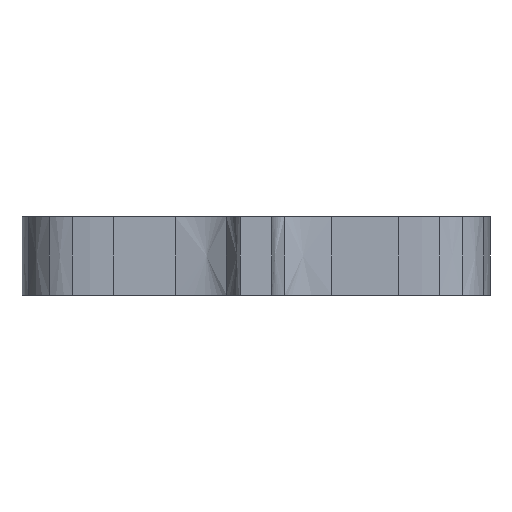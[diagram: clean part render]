
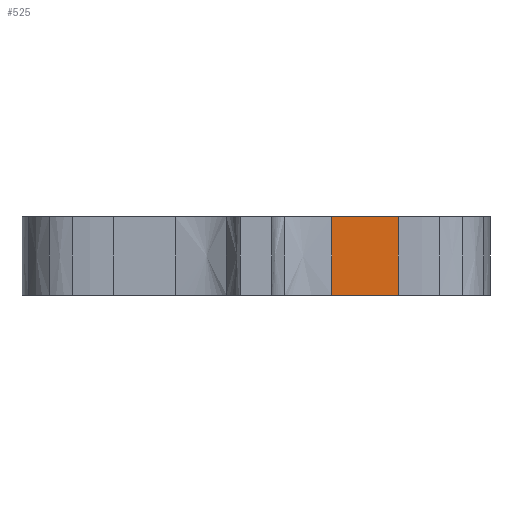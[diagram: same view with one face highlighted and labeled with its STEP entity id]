
A CAD part, left-side view. The second image highlights one B-rep face of the part: STEP entity #525.
In plain terms, the highlighted planar face has unit normal (-1, 0, 0).
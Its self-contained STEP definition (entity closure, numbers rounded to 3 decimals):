
#72 = PLANE('',#73);
#73 = AXIS2_PLACEMENT_3D('',#74,#75,#76);
#74 = CARTESIAN_POINT('',(4.371,3.591,2.));
#75 = DIRECTION('',(0.,-0.,-1.));
#76 = DIRECTION('',(-1.,0.,0.));
#126 = PLANE('',#127);
#127 = AXIS2_PLACEMENT_3D('',#128,#129,#130);
#128 = CARTESIAN_POINT('',(4.371,3.591,0.));
#129 = DIRECTION('',(0.,-0.,-1.));
#130 = DIRECTION('',(-1.,0.,0.));
#415 = SURFACE_OF_LINEAR_EXTRUSION('',#416,#420);
#416 = B_SPLINE_CURVE_WITH_KNOTS('',2,(#417,#418,#419),.UNSPECIFIED.,.F.
  ,.F.,(3,3),(0.,1.),.PIECEWISE_BEZIER_KNOTS.);
#417 = CARTESIAN_POINT('',(3.08,-1.106,0.));
#418 = CARTESIAN_POINT('',(3.001,-0.756,0.));
#419 = CARTESIAN_POINT('',(3.001,-0.042,0.));
#420 = VECTOR('',#421,1.);
#421 = DIRECTION('',(-0.,-0.,-1.));
#455 = VERTEX_POINT('',#456);
#456 = CARTESIAN_POINT('',(3.001,-0.042,2.));
#477 = EDGE_CURVE('',#478,#455,#480,.T.);
#478 = VERTEX_POINT('',#479);
#479 = CARTESIAN_POINT('',(3.001,-0.042,0.));
#480 = SURFACE_CURVE('',#481,(#485,#492),.PCURVE_S1.);
#481 = LINE('',#482,#483);
#482 = CARTESIAN_POINT('',(3.001,-0.042,0.));
#483 = VECTOR('',#484,1.);
#484 = DIRECTION('',(0.,0.,1.));
#485 = PCURVE('',#415,#486);
#486 = DEFINITIONAL_REPRESENTATION('',(#487),#491);
#487 = LINE('',#488,#489);
#488 = CARTESIAN_POINT('',(1.,0.));
#489 = VECTOR('',#490,1.);
#490 = DIRECTION('',(0.,-1.));
#491 = ( GEOMETRIC_REPRESENTATION_CONTEXT(2) 
PARAMETRIC_REPRESENTATION_CONTEXT() REPRESENTATION_CONTEXT('2D SPACE',''
  ) );
#492 = PCURVE('',#493,#498);
#493 = PLANE('',#494);
#494 = AXIS2_PLACEMENT_3D('',#495,#496,#497);
#495 = CARTESIAN_POINT('',(3.001,-0.042,0.));
#496 = DIRECTION('',(-1.,0.,0.));
#497 = DIRECTION('',(0.,1.,0.));
#498 = DEFINITIONAL_REPRESENTATION('',(#499),#503);
#499 = LINE('',#500,#501);
#500 = CARTESIAN_POINT('',(0.,0.));
#501 = VECTOR('',#502,1.);
#502 = DIRECTION('',(0.,-1.));
#503 = ( GEOMETRIC_REPRESENTATION_CONTEXT(2) 
PARAMETRIC_REPRESENTATION_CONTEXT() REPRESENTATION_CONTEXT('2D SPACE',''
  ) );
#525 = ADVANCED_FACE('',(#526),#493,.T.);
#526 = FACE_BOUND('',#527,.T.);
#527 = EDGE_LOOP('',(#528,#529,#552,#582));
#528 = ORIENTED_EDGE('',*,*,#477,.T.);
#529 = ORIENTED_EDGE('',*,*,#530,.T.);
#530 = EDGE_CURVE('',#455,#531,#533,.T.);
#531 = VERTEX_POINT('',#532);
#532 = CARTESIAN_POINT('',(3.001,1.65,2.));
#533 = SURFACE_CURVE('',#534,(#538,#545),.PCURVE_S1.);
#534 = LINE('',#535,#536);
#535 = CARTESIAN_POINT('',(3.001,-0.042,2.));
#536 = VECTOR('',#537,1.);
#537 = DIRECTION('',(0.,1.,0.));
#538 = PCURVE('',#493,#539);
#539 = DEFINITIONAL_REPRESENTATION('',(#540),#544);
#540 = LINE('',#541,#542);
#541 = CARTESIAN_POINT('',(0.,-2.));
#542 = VECTOR('',#543,1.);
#543 = DIRECTION('',(1.,0.));
#544 = ( GEOMETRIC_REPRESENTATION_CONTEXT(2) 
PARAMETRIC_REPRESENTATION_CONTEXT() REPRESENTATION_CONTEXT('2D SPACE',''
  ) );
#545 = PCURVE('',#72,#546);
#546 = DEFINITIONAL_REPRESENTATION('',(#547),#551);
#547 = LINE('',#548,#549);
#548 = CARTESIAN_POINT('',(1.37,-3.632));
#549 = VECTOR('',#550,1.);
#550 = DIRECTION('',(0.,1.));
#551 = ( GEOMETRIC_REPRESENTATION_CONTEXT(2) 
PARAMETRIC_REPRESENTATION_CONTEXT() REPRESENTATION_CONTEXT('2D SPACE',''
  ) );
#552 = ORIENTED_EDGE('',*,*,#553,.F.);
#553 = EDGE_CURVE('',#554,#531,#556,.T.);
#554 = VERTEX_POINT('',#555);
#555 = CARTESIAN_POINT('',(3.001,1.65,0.));
#556 = SURFACE_CURVE('',#557,(#561,#568),.PCURVE_S1.);
#557 = LINE('',#558,#559);
#558 = CARTESIAN_POINT('',(3.001,1.65,0.));
#559 = VECTOR('',#560,1.);
#560 = DIRECTION('',(0.,0.,1.));
#561 = PCURVE('',#493,#562);
#562 = DEFINITIONAL_REPRESENTATION('',(#563),#567);
#563 = LINE('',#564,#565);
#564 = CARTESIAN_POINT('',(1.692,0.));
#565 = VECTOR('',#566,1.);
#566 = DIRECTION('',(0.,-1.));
#567 = ( GEOMETRIC_REPRESENTATION_CONTEXT(2) 
PARAMETRIC_REPRESENTATION_CONTEXT() REPRESENTATION_CONTEXT('2D SPACE',''
  ) );
#568 = PCURVE('',#569,#576);
#569 = SURFACE_OF_LINEAR_EXTRUSION('',#570,#574);
#570 = B_SPLINE_CURVE_WITH_KNOTS('',2,(#571,#572,#573),.UNSPECIFIED.,.F.
  ,.F.,(3,3),(0.,1.),.PIECEWISE_BEZIER_KNOTS.);
#571 = CARTESIAN_POINT('',(3.001,1.65,0.));
#572 = CARTESIAN_POINT('',(3.001,2.527,0.));
#573 = CARTESIAN_POINT('',(2.668,2.86,0.));
#574 = VECTOR('',#575,1.);
#575 = DIRECTION('',(-0.,-0.,-1.));
#576 = DEFINITIONAL_REPRESENTATION('',(#577),#581);
#577 = LINE('',#578,#579);
#578 = CARTESIAN_POINT('',(0.,0.));
#579 = VECTOR('',#580,1.);
#580 = DIRECTION('',(0.,-1.));
#581 = ( GEOMETRIC_REPRESENTATION_CONTEXT(2) 
PARAMETRIC_REPRESENTATION_CONTEXT() REPRESENTATION_CONTEXT('2D SPACE',''
  ) );
#582 = ORIENTED_EDGE('',*,*,#583,.F.);
#583 = EDGE_CURVE('',#478,#554,#584,.T.);
#584 = SURFACE_CURVE('',#585,(#589,#596),.PCURVE_S1.);
#585 = LINE('',#586,#587);
#586 = CARTESIAN_POINT('',(3.001,-0.042,0.));
#587 = VECTOR('',#588,1.);
#588 = DIRECTION('',(0.,1.,0.));
#589 = PCURVE('',#493,#590);
#590 = DEFINITIONAL_REPRESENTATION('',(#591),#595);
#591 = LINE('',#592,#593);
#592 = CARTESIAN_POINT('',(0.,0.));
#593 = VECTOR('',#594,1.);
#594 = DIRECTION('',(1.,0.));
#595 = ( GEOMETRIC_REPRESENTATION_CONTEXT(2) 
PARAMETRIC_REPRESENTATION_CONTEXT() REPRESENTATION_CONTEXT('2D SPACE',''
  ) );
#596 = PCURVE('',#126,#597);
#597 = DEFINITIONAL_REPRESENTATION('',(#598),#602);
#598 = LINE('',#599,#600);
#599 = CARTESIAN_POINT('',(1.37,-3.632));
#600 = VECTOR('',#601,1.);
#601 = DIRECTION('',(0.,1.));
#602 = ( GEOMETRIC_REPRESENTATION_CONTEXT(2) 
PARAMETRIC_REPRESENTATION_CONTEXT() REPRESENTATION_CONTEXT('2D SPACE',''
  ) );
